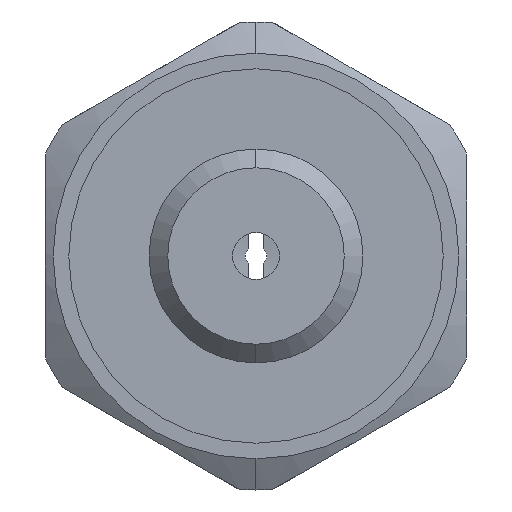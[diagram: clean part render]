
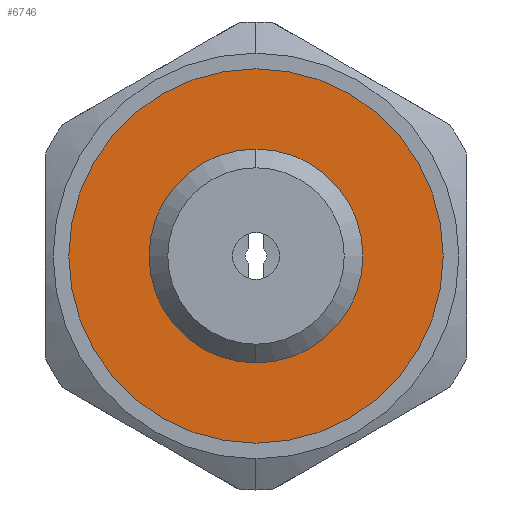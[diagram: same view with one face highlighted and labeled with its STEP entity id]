
A CAD part, front view. The second image highlights one B-rep face of the part: STEP entity #6746.
In plain terms, the highlighted planar face has unit normal (0, -1, 0).
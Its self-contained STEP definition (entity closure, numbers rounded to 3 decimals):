
#522 = CARTESIAN_POINT ( 'NONE',  ( 0., 0., 12. ) ) ;
#549 = VERTEX_POINT ( 'NONE', #5550 ) ;
#1103 = EDGE_CURVE ( 'NONE', #549, #13923, #11751, .T. ) ;
#1544 = EDGE_LOOP ( 'NONE', ( #2088, #8086 ) ) ;
#1936 = AXIS2_PLACEMENT_3D ( 'NONE', #4039, #2041, #8472 ) ;
#2041 = DIRECTION ( 'NONE',  ( 0., -1., 0. ) ) ;
#2088 = ORIENTED_EDGE ( 'NONE', *, *, #8267, .F. ) ;
#2719 = DIRECTION ( 'NONE',  ( 0., -1., 0. ) ) ;
#2898 = EDGE_LOOP ( 'NONE', ( #11373, #3380 ) ) ;
#3380 = ORIENTED_EDGE ( 'NONE', *, *, #14267, .T. ) ;
#3459 = AXIS2_PLACEMENT_3D ( 'NONE', #14028, #2719, #4000 ) ;
#4000 = DIRECTION ( 'NONE',  ( 0., 0., 1. ) ) ;
#4039 = CARTESIAN_POINT ( 'NONE',  ( 0., 0., 0. ) ) ;
#4052 = AXIS2_PLACEMENT_3D ( 'NONE', #4495, #7904, #11241 ) ;
#4495 = CARTESIAN_POINT ( 'NONE',  ( 0., 0., 0. ) ) ;
#4700 = CIRCLE ( 'NONE', #1936, 12. ) ;
#4778 = VERTEX_POINT ( 'NONE', #9173 ) ;
#5414 = DIRECTION ( 'NONE',  ( 0., 0., 1. ) ) ;
#5550 = CARTESIAN_POINT ( 'NONE',  ( 0., 0., -12. ) ) ;
#5797 = CIRCLE ( 'NONE', #3459, 6.855 ) ;
#6033 = DIRECTION ( 'NONE',  ( 0., 0., -1. ) ) ;
#6746 = ADVANCED_FACE ( 'NONE', ( #10518, #9692 ), #13056, .F. ) ;
#7314 = CIRCLE ( 'NONE', #4052, 6.855 ) ;
#7578 = CARTESIAN_POINT ( 'NONE',  ( 13.5, 0., 7.794 ) ) ;
#7904 = DIRECTION ( 'NONE',  ( 0., -1., 0. ) ) ;
#8086 = ORIENTED_EDGE ( 'NONE', *, *, #12685, .F. ) ;
#8175 = CARTESIAN_POINT ( 'NONE',  ( 0., 0., 0. ) ) ;
#8267 = EDGE_CURVE ( 'NONE', #4778, #12074, #7314, .T. ) ;
#8472 = DIRECTION ( 'NONE',  ( 0., 0., -1. ) ) ;
#9173 = CARTESIAN_POINT ( 'NONE',  ( 0., 0., 6.855 ) ) ;
#9307 = CARTESIAN_POINT ( 'NONE',  ( 0., 0., -6.855 ) ) ;
#9692 = FACE_OUTER_BOUND ( 'NONE', #2898, .T. ) ;
#10156 = AXIS2_PLACEMENT_3D ( 'NONE', #8175, #10305, #6033 ) ;
#10305 = DIRECTION ( 'NONE',  ( 0., -1., 0. ) ) ;
#10518 = FACE_BOUND ( 'NONE', #1544, .T. ) ;
#10909 = DIRECTION ( 'NONE',  ( 0., 1., 0. ) ) ;
#11241 = DIRECTION ( 'NONE',  ( 0., 0., 1. ) ) ;
#11373 = ORIENTED_EDGE ( 'NONE', *, *, #1103, .T. ) ;
#11751 = CIRCLE ( 'NONE', #10156, 12. ) ;
#12074 = VERTEX_POINT ( 'NONE', #9307 ) ;
#12685 = EDGE_CURVE ( 'NONE', #12074, #4778, #5797, .T. ) ;
#12813 = AXIS2_PLACEMENT_3D ( 'NONE', #7578, #10909, #5414 ) ;
#13056 = PLANE ( 'NONE',  #12813 ) ;
#13923 = VERTEX_POINT ( 'NONE', #522 ) ;
#14028 = CARTESIAN_POINT ( 'NONE',  ( 0., 0., 0. ) ) ;
#14267 = EDGE_CURVE ( 'NONE', #13923, #549, #4700, .T. ) ;
